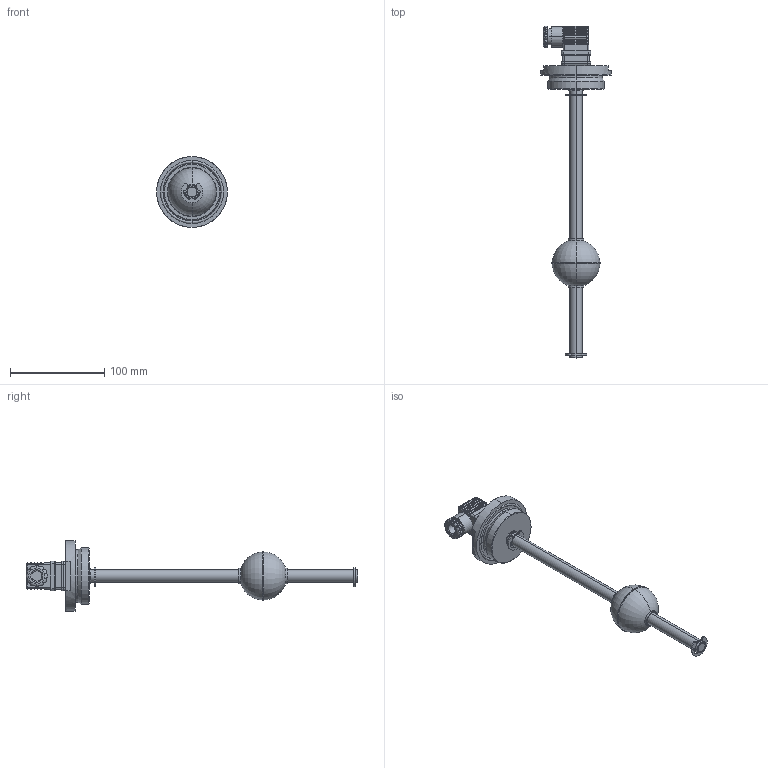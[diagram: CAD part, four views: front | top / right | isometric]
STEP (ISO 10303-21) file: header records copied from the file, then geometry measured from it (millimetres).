
FILE_DESCRIPTION (( 'STEP AP214' ), '1' );
FILE_NAME ('IMRI.STEP', '2020-02-13T09:52:48', ( '' ), ( '' ), 'SwSTEP 2.0', 'SolidWorks 2019', '' );
FILE_SCHEMA (( 'AUTOMOTIVE_DESIGN' ));
Length unit declared in the file: millimetre
Products named in the file (1): IMRI
Bounding box: 75 x 351.95 x 75 mm (x, y, z)
Surface area: 49606.3 mm2 (no closed solid volume)
Topology: 0 solids, 16 shells, 408 faces, 1251 edges, 810 vertices
Faces by surface type: cylinder 191, plane 99, torus 52, bspline 52, sphere 10, cone 4
Entity records: 20785 total; most frequent: CARTESIAN_POINT 5734, DIRECTION 2227, ORIENTED_EDGE 2049, EDGE_CURVE 1247, AXIS2_PLACEMENT_3D 883, VERTEX_POINT 810, CIRCLE 526, VECTOR 461
